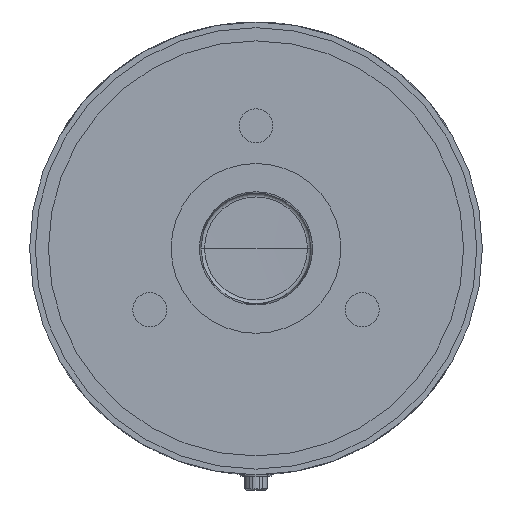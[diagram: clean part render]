
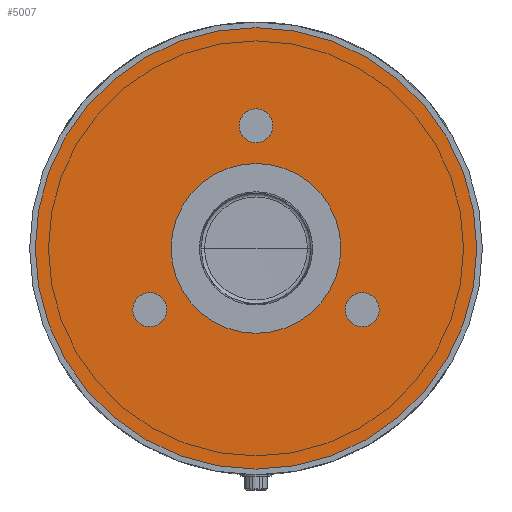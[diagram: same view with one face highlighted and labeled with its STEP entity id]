
A CAD part, front view. The second image highlights one B-rep face of the part: STEP entity #5007.
In plain terms, the highlighted planar face has unit normal (0, -1, 0).
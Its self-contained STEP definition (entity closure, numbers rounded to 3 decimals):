
#47 = CIRCLE ( 'NONE', #4800, 22.5 ) ;
#64 = EDGE_CURVE ( 'NONE', #1012, #3211, #5454, .T. ) ;
#180 = DIRECTION ( 'NONE',  ( 0., 1., 0. ) ) ;
#425 = CARTESIAN_POINT ( 'NONE',  ( 16.25, 0., 28.146 ) ) ;
#465 = DIRECTION ( 'NONE',  ( 0., 0., 1. ) ) ;
#547 = CARTESIAN_POINT ( 'NONE',  ( 0., 0., 0. ) ) ;
#633 = CARTESIAN_POINT ( 'NONE',  ( 0., 0., 0. ) ) ;
#661 = DIRECTION ( 'NONE',  ( 0., 1., 0. ) ) ;
#706 = VERTEX_POINT ( 'NONE', #6391 ) ;
#826 = DIRECTION ( 'NONE',  ( 0., 0., 1. ) ) ;
#1012 = VERTEX_POINT ( 'NONE', #2196 ) ;
#1088 = CIRCLE ( 'NONE', #3829, 22.5 ) ;
#1141 = DIRECTION ( 'NONE',  ( 0., 0., 1. ) ) ;
#1200 = AXIS2_PLACEMENT_3D ( 'NONE', #4510, #4544, #465 ) ;
#1249 = AXIS2_PLACEMENT_3D ( 'NONE', #3202, #4614, #4112 ) ;
#1259 = VERTEX_POINT ( 'NONE', #4486 ) ;
#1317 = CIRCLE ( 'NONE', #3124, 4.5 ) ;
#1322 = ORIENTED_EDGE ( 'NONE', *, *, #4192, .T. ) ;
#1386 = CARTESIAN_POINT ( 'NONE',  ( 16.25, 0., 23.646 ) ) ;
#1435 = DIRECTION ( 'NONE',  ( 0., 0., 1. ) ) ;
#1502 = EDGE_LOOP ( 'NONE', ( #2285, #3622 ) ) ;
#1637 = DIRECTION ( 'NONE',  ( 0., 1., 0. ) ) ;
#1659 = FACE_BOUND ( 'NONE', #5742, .T. ) ;
#1741 = ORIENTED_EDGE ( 'NONE', *, *, #6408, .T. ) ;
#1748 = DIRECTION ( 'NONE',  ( 0., 1., 0. ) ) ;
#1752 = CARTESIAN_POINT ( 'NONE',  ( 16.25, 0., 28.146 ) ) ;
#1755 = DIRECTION ( 'NONE',  ( 0., 1., 0. ) ) ;
#1911 = VERTEX_POINT ( 'NONE', #4373 ) ;
#1917 = ORIENTED_EDGE ( 'NONE', *, *, #5508, .T. ) ;
#2087 = VERTEX_POINT ( 'NONE', #4095 ) ;
#2103 = ORIENTED_EDGE ( 'NONE', *, *, #2472, .T. ) ;
#2176 = CIRCLE ( 'NONE', #1200, 58.5 ) ;
#2178 = AXIS2_PLACEMENT_3D ( 'NONE', #2748, #661, #3659 ) ;
#2196 = CARTESIAN_POINT ( 'NONE',  ( 0., 0., 58.5 ) ) ;
#2285 = ORIENTED_EDGE ( 'NONE', *, *, #4499, .F. ) ;
#2472 = EDGE_CURVE ( 'NONE', #1911, #4065, #1088, .T. ) ;
#2652 = DIRECTION ( 'NONE',  ( 0., 0., 1. ) ) ;
#2696 = FACE_BOUND ( 'NONE', #3673, .T. ) ;
#2719 = CARTESIAN_POINT ( 'NONE',  ( 16.25, 0., -32.646 ) ) ;
#2748 = CARTESIAN_POINT ( 'NONE',  ( -32.5, 0., 0. ) ) ;
#2936 = EDGE_LOOP ( 'NONE', ( #1322, #6434 ) ) ;
#3073 = VERTEX_POINT ( 'NONE', #1386 ) ;
#3124 = AXIS2_PLACEMENT_3D ( 'NONE', #4912, #5492, #3384 ) ;
#3153 = AXIS2_PLACEMENT_3D ( 'NONE', #3274, #1755, #6239 ) ;
#3180 = DIRECTION ( 'NONE',  ( 0., 1., 0. ) ) ;
#3189 = PLANE ( 'NONE',  #5109 ) ;
#3202 = CARTESIAN_POINT ( 'NONE',  ( 0., 0., 0. ) ) ;
#3204 = VERTEX_POINT ( 'NONE', #2719 ) ;
#3211 = VERTEX_POINT ( 'NONE', #6303 ) ;
#3216 = AXIS2_PLACEMENT_3D ( 'NONE', #425, #4439, #1435 ) ;
#3236 = AXIS2_PLACEMENT_3D ( 'NONE', #4684, #1748, #1141 ) ;
#3274 = CARTESIAN_POINT ( 'NONE',  ( 16.25, 0., -28.146 ) ) ;
#3384 = DIRECTION ( 'NONE',  ( 0., 0., 1. ) ) ;
#3559 = ORIENTED_EDGE ( 'NONE', *, *, #5866, .T. ) ;
#3604 = FACE_BOUND ( 'NONE', #2936, .T. ) ;
#3622 = ORIENTED_EDGE ( 'NONE', *, *, #64, .F. ) ;
#3659 = DIRECTION ( 'NONE',  ( 0., 0., 1. ) ) ;
#3673 = EDGE_LOOP ( 'NONE', ( #4953, #3559 ) ) ;
#3707 = FACE_OUTER_BOUND ( 'NONE', #1502, .T. ) ;
#3829 = AXIS2_PLACEMENT_3D ( 'NONE', #4612, #1637, #5165 ) ;
#4010 = ORIENTED_EDGE ( 'NONE', *, *, #5914, .T. ) ;
#4065 = VERTEX_POINT ( 'NONE', #5340 ) ;
#4095 = CARTESIAN_POINT ( 'NONE',  ( 16.25, 0., -23.646 ) ) ;
#4112 = DIRECTION ( 'NONE',  ( 0., 0., 1. ) ) ;
#4161 = DIRECTION ( 'NONE',  ( 0., 0., 1. ) ) ;
#4182 = EDGE_CURVE ( 'NONE', #1259, #706, #1317, .T. ) ;
#4192 = EDGE_CURVE ( 'NONE', #3073, #5169, #5310, .T. ) ;
#4282 = CIRCLE ( 'NONE', #3236, 4.5 ) ;
#4373 = CARTESIAN_POINT ( 'NONE',  ( 0., 0., 22.5 ) ) ;
#4439 = DIRECTION ( 'NONE',  ( 0., 1., 0. ) ) ;
#4486 = CARTESIAN_POINT ( 'NONE',  ( -32.5, 0., -4.5 ) ) ;
#4499 = EDGE_CURVE ( 'NONE', #3211, #1012, #2176, .T. ) ;
#4510 = CARTESIAN_POINT ( 'NONE',  ( 0., 0., 0. ) ) ;
#4544 = DIRECTION ( 'NONE',  ( 0., 1., 0. ) ) ;
#4566 = FACE_BOUND ( 'NONE', #5601, .T. ) ;
#4612 = CARTESIAN_POINT ( 'NONE',  ( 0., 0., 0. ) ) ;
#4614 = DIRECTION ( 'NONE',  ( 0., 1., 0. ) ) ;
#4684 = CARTESIAN_POINT ( 'NONE',  ( 16.25, 0., -28.146 ) ) ;
#4800 = AXIS2_PLACEMENT_3D ( 'NONE', #633, #3180, #2652 ) ;
#4856 = DIRECTION ( 'NONE',  ( 0., 1., 0. ) ) ;
#4912 = CARTESIAN_POINT ( 'NONE',  ( -32.5, 0., 0. ) ) ;
#4953 = ORIENTED_EDGE ( 'NONE', *, *, #4182, .T. ) ;
#5007 = ADVANCED_FACE ( 'NONE', ( #3707, #4566, #2696, #1659, #3604 ), #3189, .F. ) ;
#5023 = CIRCLE ( 'NONE', #2178, 4.5 ) ;
#5109 = AXIS2_PLACEMENT_3D ( 'NONE', #547, #180, #4161 ) ;
#5165 = DIRECTION ( 'NONE',  ( 0., 0., 1. ) ) ;
#5169 = VERTEX_POINT ( 'NONE', #5805 ) ;
#5310 = CIRCLE ( 'NONE', #3216, 4.5 ) ;
#5340 = CARTESIAN_POINT ( 'NONE',  ( 0., 0., -22.5 ) ) ;
#5454 = CIRCLE ( 'NONE', #1249, 58.5 ) ;
#5492 = DIRECTION ( 'NONE',  ( 0., 1., 0. ) ) ;
#5508 = EDGE_CURVE ( 'NONE', #4065, #1911, #47, .T. ) ;
#5529 = CIRCLE ( 'NONE', #6165, 4.5 ) ;
#5544 = EDGE_CURVE ( 'NONE', #5169, #3073, #5529, .T. ) ;
#5601 = EDGE_LOOP ( 'NONE', ( #1917, #2103 ) ) ;
#5742 = EDGE_LOOP ( 'NONE', ( #4010, #1741 ) ) ;
#5805 = CARTESIAN_POINT ( 'NONE',  ( 16.25, 0., 32.646 ) ) ;
#5866 = EDGE_CURVE ( 'NONE', #706, #1259, #5023, .T. ) ;
#5914 = EDGE_CURVE ( 'NONE', #3204, #2087, #4282, .T. ) ;
#6165 = AXIS2_PLACEMENT_3D ( 'NONE', #1752, #4856, #826 ) ;
#6239 = DIRECTION ( 'NONE',  ( 0., 0., 1. ) ) ;
#6303 = CARTESIAN_POINT ( 'NONE',  ( 0., 0., -58.5 ) ) ;
#6391 = CARTESIAN_POINT ( 'NONE',  ( -32.5, 0., 4.5 ) ) ;
#6408 = EDGE_CURVE ( 'NONE', #2087, #3204, #6412, .T. ) ;
#6412 = CIRCLE ( 'NONE', #3153, 4.5 ) ;
#6434 = ORIENTED_EDGE ( 'NONE', *, *, #5544, .T. ) ;
